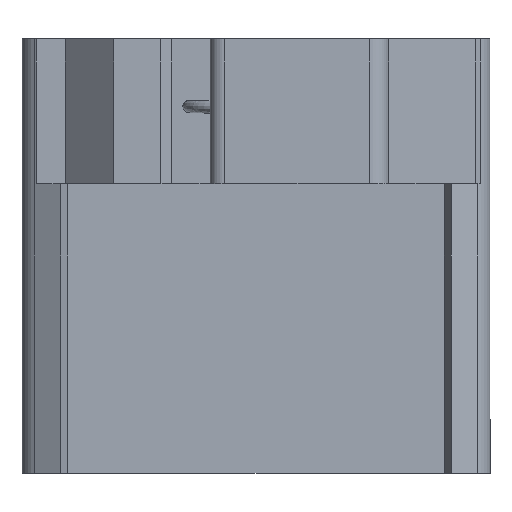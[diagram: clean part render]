
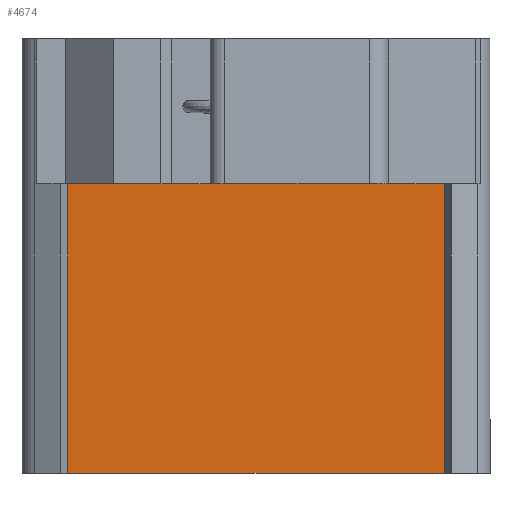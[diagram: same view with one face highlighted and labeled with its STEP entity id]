
A CAD part, front view. The second image highlights one B-rep face of the part: STEP entity #4674.
In plain terms, the highlighted face is planar.
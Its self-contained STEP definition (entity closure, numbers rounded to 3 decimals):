
#1570=ORIENTED_EDGE('',*,*,#2273,.F.);
#1571=ORIENTED_EDGE('',*,*,#2272,.F.);
#1572=ORIENTED_EDGE('',*,*,#2274,.T.);
#1573=ORIENTED_EDGE('',*,*,#2275,.T.);
#2272=EDGE_CURVE('',#2723,#2722,#3216,.T.);
#2273=EDGE_CURVE('',#2722,#2724,#3217,.T.);
#2274=EDGE_CURVE('',#2723,#2725,#3218,.T.);
#2275=EDGE_CURVE('',#2725,#2724,#3219,.T.);
#2722=VERTEX_POINT('',#9260);
#2723=VERTEX_POINT('',#9262);
#2724=VERTEX_POINT('',#9266);
#2725=VERTEX_POINT('',#9268);
#3216=LINE('',#9263,#3713);
#3217=LINE('',#9265,#3714);
#3218=LINE('',#9267,#3715);
#3219=LINE('',#9269,#3716);
#3713=VECTOR('',#6595,1000.);
#3714=VECTOR('',#6598,1000.);
#3715=VECTOR('',#6599,1000.);
#3716=VECTOR('',#6600,1000.);
#3992=EDGE_LOOP('',(#1570,#1571,#1572,#1573));
#4262=FACE_BOUND('',#3992,.T.);
#4433=PLANE('',#5341);
#4674=ADVANCED_FACE('',(#4262),#4433,.T.);
#5341=AXIS2_PLACEMENT_3D('',#9264,#6596,#6597);
#6595=DIRECTION('',(0.,-1.,0.));
#6596=DIRECTION('',(0.,0.,-1.));
#6597=DIRECTION('',(-1.,0.,0.));
#6598=DIRECTION('',(1.,0.,0.));
#6599=DIRECTION('',(1.,0.,0.));
#6600=DIRECTION('',(0.,-1.,0.));
#9260=CARTESIAN_POINT('',(-20.75,0.,15.));
#9262=CARTESIAN_POINT('',(-20.75,45.,15.));
#9263=CARTESIAN_POINT('',(-20.75,45.,15.));
#9264=CARTESIAN_POINT('',(-20.75,45.,15.));
#9265=CARTESIAN_POINT('',(-20.75,0.,15.));
#9266=CARTESIAN_POINT('',(20.75,0.,15.));
#9267=CARTESIAN_POINT('',(-20.75,45.,15.));
#9268=CARTESIAN_POINT('',(20.75,45.,15.));
#9269=CARTESIAN_POINT('',(20.75,45.,15.));
